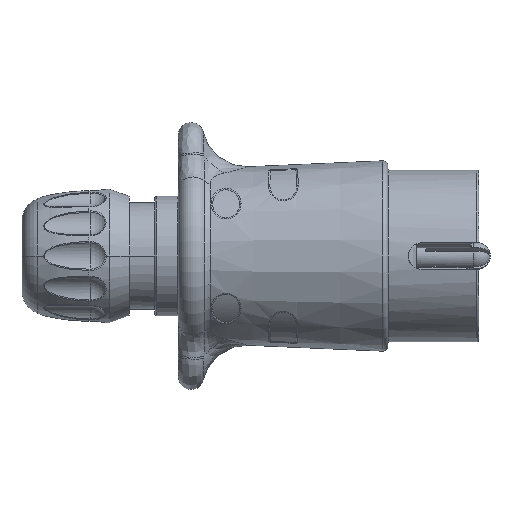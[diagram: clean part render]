
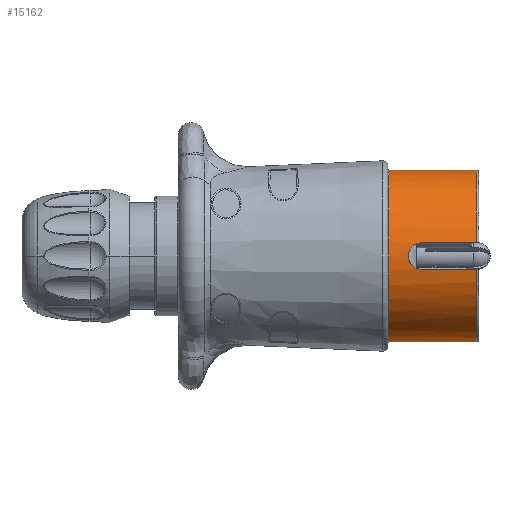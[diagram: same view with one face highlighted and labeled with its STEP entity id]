
A CAD part, left-side view. The second image highlights one B-rep face of the part: STEP entity #15162.
In plain terms, the highlighted cylindrical face has radius 18 mm (diameter 36 mm), a partial arc.
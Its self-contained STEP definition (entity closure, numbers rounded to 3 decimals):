
#2213=DIRECTION('',(0.,1.,0.));
#2214=VECTOR('',#2213,18.4);
#2215=CARTESIAN_POINT('',(0.,-18.6,-18.));
#2216=LINE('',#2215,#2214);
#2217=CARTESIAN_POINT('',(0.,-0.2,0.));
#2218=DIRECTION('',(0.,1.,0.));
#2219=DIRECTION('',(0.,0.,-1.));
#2220=AXIS2_PLACEMENT_3D('',#2217,#2218,#2219);
#2222=DIRECTION('',(0.,1.,0.));
#2223=VECTOR('',#2222,18.4);
#2224=CARTESIAN_POINT('',(0.,-18.6,18.));
#2225=LINE('',#2224,#2223);
#2226=DIRECTION('',(0.,1.,0.));
#2227=VECTOR('',#2226,11.55);
#2228=CARTESIAN_POINT('',(-17.789,-18.6,
2.75));
#2229=LINE('',#2228,#2227);
#2230=CARTESIAN_POINT('',(-17.789,-7.05,
2.75));
#2231=CARTESIAN_POINT('',(-17.789,-6.826,
2.75));
#2232=CARTESIAN_POINT('',(-17.797,-6.391,
2.697));
#2233=CARTESIAN_POINT('',(-17.832,-5.762,
2.461));
#2234=CARTESIAN_POINT('',(-17.881,-5.209,
2.079));
#2235=CARTESIAN_POINT('',(-17.934,-4.763,
1.575));
#2236=CARTESIAN_POINT('',(-17.977,-4.452,
0.981));
#2237=CARTESIAN_POINT('',(-18.001,-4.293,
0.333));
#2238=CARTESIAN_POINT('',(-18.001,-4.293,
-0.333));
#2239=CARTESIAN_POINT('',(-17.977,-4.452,
-0.981));
#2240=CARTESIAN_POINT('',(-17.934,-4.763,
-1.575));
#2241=CARTESIAN_POINT('',(-17.881,-5.209,
-2.079));
#2242=CARTESIAN_POINT('',(-17.832,-5.762,
-2.461));
#2243=CARTESIAN_POINT('',(-17.797,-6.391,
-2.697));
#2244=CARTESIAN_POINT('',(-17.789,-6.826,
-2.75));
#2245=CARTESIAN_POINT('',(-17.789,-7.05,
-2.75));
#2247=DIRECTION('',(0.,-1.,0.));
#2248=VECTOR('',#2247,11.55);
#2249=CARTESIAN_POINT('',(-17.789,-7.05,
-2.75));
#2250=LINE('',#2249,#2248);
#2256=CARTESIAN_POINT('',(0.,-18.6,0.));
#2257=DIRECTION('',(0.,1.,0.));
#2258=DIRECTION('',(0.,0.,-1.));
#2259=AXIS2_PLACEMENT_3D('',#2256,#2257,#2258);
#2261=CARTESIAN_POINT('',(-17.789,-18.6,
-2.75));
#2298=CARTESIAN_POINT('',(-17.789,-18.6,
2.75));
#2300=CARTESIAN_POINT('',(0.,-18.6,0.));
#2301=DIRECTION('',(0.,1.,0.));
#2302=DIRECTION('',(-0.988,0.,0.153));
#2303=AXIS2_PLACEMENT_3D('',#2300,#2301,#2302);
#9821=CARTESIAN_POINT('',(-17.789,-7.05,
-2.75));
#9823=VERTEX_POINT('',#9821);
#9824=CARTESIAN_POINT('',(-17.789,-7.05,
2.75));
#9825=VERTEX_POINT('',#9824);
#9826=VERTEX_POINT('',#2261);
#9827=VERTEX_POINT('',#2298);
#10385=CARTESIAN_POINT('',(0.,-18.6,-18.));
#10386=CARTESIAN_POINT('',(0.,-0.2,-18.));
#10387=VERTEX_POINT('',#10385);
#10388=VERTEX_POINT('',#10386);
#10409=CARTESIAN_POINT('',(0.,-18.6,18.));
#10410=CARTESIAN_POINT('',(0.,-0.2,18.));
#10411=VERTEX_POINT('',#10409);
#10412=VERTEX_POINT('',#10410);
#15142=CARTESIAN_POINT('',(0.,-22.5,0.));
#15143=DIRECTION('',(0.,1.,0.));
#15144=DIRECTION('',(1.,0.,0.));
#15145=AXIS2_PLACEMENT_3D('',#15142,#15143,#15144);
#15146=CYLINDRICAL_SURFACE('',#15145,18.);
#15147=ORIENTED_EDGE('',*,*,#15132,.T.);
#15148=ORIENTED_EDGE('',*,*,#15109,.T.);
#15149=ORIENTED_EDGE('',*,*,#15136,.F.);
#15151=ORIENTED_EDGE('',*,*,#15150,.F.);
#15153=ORIENTED_EDGE('',*,*,#15152,.T.);
#15155=ORIENTED_EDGE('',*,*,#15154,.T.);
#15157=ORIENTED_EDGE('',*,*,#15156,.T.);
#15159=ORIENTED_EDGE('',*,*,#15158,.F.);
#15160=EDGE_LOOP('',(#15147,#15148,#15149,#15151,#15153,#15155,#15157,#15159));
#15161=FACE_OUTER_BOUND('',#15160,.F.);
#15162=ADVANCED_FACE('',(#15161),#15146,.T.);
#2221=CIRCLE('',#2220,18.);
#2246=B_SPLINE_CURVE_WITH_KNOTS('',3,(#2230,#2231,#2232,#2233,#2234,#2235,#2236,
#2237,#2238,#2239,#2240,#2241,#2242,#2243,#2244,#2245),.UNSPECIFIED.,.F.,.F.,(4,
1,1,1,1,1,1,1,1,1,1,1,1,4),(0.,0.077,0.154,
0.231,0.308,0.385,0.462,
0.538,0.615,0.692,0.769,
0.846,0.923,1.),.UNSPECIFIED.);
#2260=CIRCLE('',#2259,18.);
#2304=CIRCLE('',#2303,18.);
#15109=EDGE_CURVE('',#10388,#10412,#2221,.T.);
#15132=EDGE_CURVE('',#10387,#10388,#2216,.T.);
#15136=EDGE_CURVE('',#10411,#10412,#2225,.T.);
#15150=EDGE_CURVE('',#9827,#10411,#2304,.T.);
#15152=EDGE_CURVE('',#9827,#9825,#2229,.T.);
#15154=EDGE_CURVE('',#9825,#9823,#2246,.T.);
#15156=EDGE_CURVE('',#9823,#9826,#2250,.T.);
#15158=EDGE_CURVE('',#10387,#9826,#2260,.T.);
